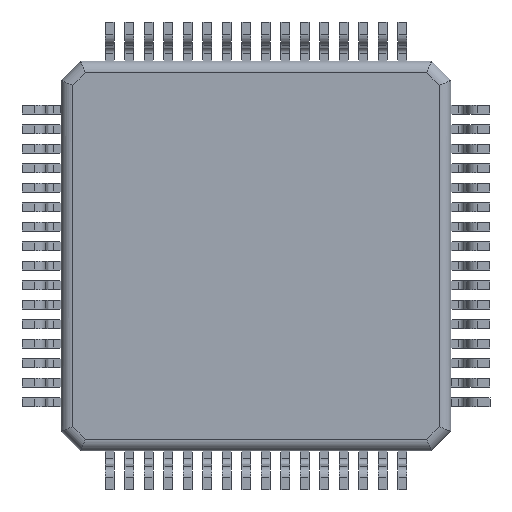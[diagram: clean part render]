
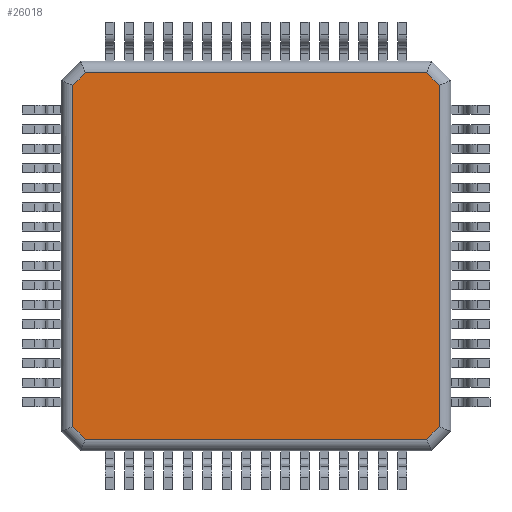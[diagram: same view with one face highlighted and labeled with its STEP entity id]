
A CAD part, front view. The second image highlights one B-rep face of the part: STEP entity #26018.
In plain terms, the highlighted planar face has unit normal (0, -1, 0).
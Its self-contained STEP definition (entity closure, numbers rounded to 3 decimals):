
#201 = CARTESIAN_POINT ( 'NONE',  ( 4.7, -0.725, -4.376 ) ) ;
#453 = DIRECTION ( 'NONE',  ( 0., 0., -1. ) ) ;
#767 = EDGE_CURVE ( 'NONE', #12772, #22749, #20488, .T. ) ;
#1329 = VERTEX_POINT ( 'NONE', #4677 ) ;
#2097 = CARTESIAN_POINT ( 'NONE',  ( 4.376, -0.725, 4.7 ) ) ;
#3139 = CARTESIAN_POINT ( 'NONE',  ( 4.7, -0.725, 4.376 ) ) ;
#3360 = VERTEX_POINT ( 'NONE', #28824 ) ;
#3643 = VECTOR ( 'NONE', #11578, 1000. ) ;
#4677 = CARTESIAN_POINT ( 'NONE',  ( -4.376, -0.725, -4.7 ) ) ;
#4810 = EDGE_CURVE ( 'NONE', #9148, #14254, #15388, .T. ) ;
#5123 = ORIENTED_EDGE ( 'NONE', *, *, #4810, .T. ) ;
#5581 = LINE ( 'NONE', #16400, #24109 ) ;
#5595 = AXIS2_PLACEMENT_3D ( 'NONE', #18280, #20764, #453 ) ;
#5660 = DIRECTION ( 'NONE',  ( -1., 0., 0. ) ) ;
#5862 = VERTEX_POINT ( 'NONE', #18722 ) ;
#5874 = CARTESIAN_POINT ( 'NONE',  ( 4.5, -0.725, -4.7 ) ) ;
#6982 = LINE ( 'NONE', #21144, #17142 ) ;
#7435 = LINE ( 'NONE', #22127, #23835 ) ;
#8129 = ORIENTED_EDGE ( 'NONE', *, *, #24526, .T. ) ;
#8776 = DIRECTION ( 'NONE',  ( 0., 0., -1. ) ) ;
#9148 = VERTEX_POINT ( 'NONE', #2097 ) ;
#10080 = FACE_OUTER_BOUND ( 'NONE', #10350, .T. ) ;
#10350 = EDGE_LOOP ( 'NONE', ( #23288, #20928, #17229, #8129, #23462, #14868, #19241, #5123 ) ) ;
#10409 = VECTOR ( 'NONE', #20963, 1000. ) ;
#11578 = DIRECTION ( 'NONE',  ( 0.707, 0., -0.707 ) ) ;
#12027 = EDGE_CURVE ( 'NONE', #5862, #16126, #7435, .T. ) ;
#12772 = VERTEX_POINT ( 'NONE', #201 ) ;
#14254 = VERTEX_POINT ( 'NONE', #25615 ) ;
#14447 = CARTESIAN_POINT ( 'NONE',  ( 4.7, -0.725, 4.5 ) ) ;
#14803 = EDGE_CURVE ( 'NONE', #3360, #12772, #6982, .T. ) ;
#14868 = ORIENTED_EDGE ( 'NONE', *, *, #767, .T. ) ;
#15388 = LINE ( 'NONE', #16615, #20974 ) ;
#16126 = VERTEX_POINT ( 'NONE', #26617 ) ;
#16382 = DIRECTION ( 'NONE',  ( 0.707, 0., 0.707 ) ) ;
#16400 = CARTESIAN_POINT ( 'NONE',  ( -4.788, -0.725, 4.288 ) ) ;
#16615 = CARTESIAN_POINT ( 'NONE',  ( -4.5, -0.725, 4.7 ) ) ;
#17024 = VECTOR ( 'NONE', #24600, 1000. ) ;
#17142 = VECTOR ( 'NONE', #16382, 1000. ) ;
#17229 = ORIENTED_EDGE ( 'NONE', *, *, #22701, .T. ) ;
#18280 = CARTESIAN_POINT ( 'NONE',  ( 0., -0.725, 0. ) ) ;
#18569 = DIRECTION ( 'NONE',  ( -0.707, 0., -0.707 ) ) ;
#18722 = CARTESIAN_POINT ( 'NONE',  ( -4.7, -0.725, 4.376 ) ) ;
#19241 = ORIENTED_EDGE ( 'NONE', *, *, #26136, .T. ) ;
#20488 = LINE ( 'NONE', #14447, #17024 ) ;
#20764 = DIRECTION ( 'NONE',  ( 0., -1., 0. ) ) ;
#20928 = ORIENTED_EDGE ( 'NONE', *, *, #12027, .T. ) ;
#20963 = DIRECTION ( 'NONE',  ( -0.707, 0., 0.707 ) ) ;
#20974 = VECTOR ( 'NONE', #5660, 1000. ) ;
#21144 = CARTESIAN_POINT ( 'NONE',  ( 4.788, -0.725, -4.288 ) ) ;
#21808 = LINE ( 'NONE', #24959, #3643 ) ;
#22127 = CARTESIAN_POINT ( 'NONE',  ( -4.7, -0.725, -4.5 ) ) ;
#22254 = LINE ( 'NONE', #25494, #10409 ) ;
#22701 = EDGE_CURVE ( 'NONE', #16126, #1329, #21808, .T. ) ;
#22749 = VERTEX_POINT ( 'NONE', #3139 ) ;
#23288 = ORIENTED_EDGE ( 'NONE', *, *, #25005, .T. ) ;
#23462 = ORIENTED_EDGE ( 'NONE', *, *, #14803, .T. ) ;
#23655 = DIRECTION ( 'NONE',  ( 1., 0., 0. ) ) ;
#23835 = VECTOR ( 'NONE', #8776, 1000. ) ;
#24109 = VECTOR ( 'NONE', #18569, 1000. ) ;
#24526 = EDGE_CURVE ( 'NONE', #1329, #3360, #29071, .T. ) ;
#24600 = DIRECTION ( 'NONE',  ( 0., 0., 1. ) ) ;
#24959 = CARTESIAN_POINT ( 'NONE',  ( -4.288, -0.725, -4.788 ) ) ;
#25005 = EDGE_CURVE ( 'NONE', #14254, #5862, #5581, .T. ) ;
#25494 = CARTESIAN_POINT ( 'NONE',  ( 4.288, -0.725, 4.788 ) ) ;
#25615 = CARTESIAN_POINT ( 'NONE',  ( -4.376, -0.725, 4.7 ) ) ;
#26018 = ADVANCED_FACE ( 'NONE', ( #10080 ), #27544, .T. ) ;
#26136 = EDGE_CURVE ( 'NONE', #22749, #9148, #22254, .T. ) ;
#26259 = VECTOR ( 'NONE', #23655, 1000. ) ;
#26617 = CARTESIAN_POINT ( 'NONE',  ( -4.7, -0.725, -4.376 ) ) ;
#27544 = PLANE ( 'NONE',  #5595 ) ;
#28824 = CARTESIAN_POINT ( 'NONE',  ( 4.376, -0.725, -4.7 ) ) ;
#29071 = LINE ( 'NONE', #5874, #26259 ) ;
